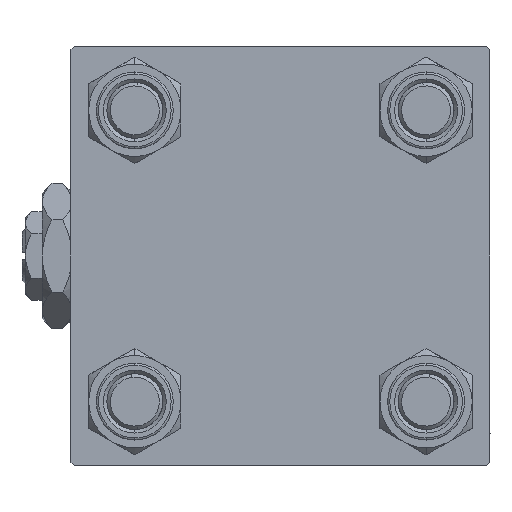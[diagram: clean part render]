
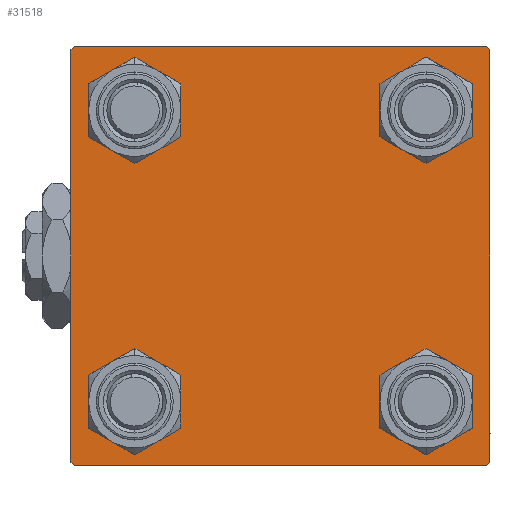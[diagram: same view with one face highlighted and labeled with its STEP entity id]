
A CAD part, left-side view. The second image highlights one B-rep face of the part: STEP entity #31518.
In plain terms, the highlighted planar face has unit normal (-1, 0, 0).
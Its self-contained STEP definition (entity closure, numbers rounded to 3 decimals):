
#575 = LINE ( 'NONE', #17159, #11273 ) ;
#725 = AXIS2_PLACEMENT_3D ( 'NONE', #3893, #888, #24572 ) ;
#888 = DIRECTION ( 'NONE',  ( 1., 0., 0. ) ) ;
#1269 = CARTESIAN_POINT ( 'NONE',  ( 0., 20.85, -25.35 ) ) ;
#2584 = CIRCLE ( 'NONE', #45039, 4.5 ) ;
#2590 = ORIENTED_EDGE ( 'NONE', *, *, #15354, .T. ) ;
#2763 = CARTESIAN_POINT ( 'NONE',  ( 0., 20.85, 16.35 ) ) ;
#2971 = VECTOR ( 'NONE', #50371, 1000. ) ;
#3893 = CARTESIAN_POINT ( 'NONE',  ( 0., 20.85, 20.85 ) ) ;
#4433 = DIRECTION ( 'NONE',  ( 0., 0., 1. ) ) ;
#4445 = VERTEX_POINT ( 'NONE', #48070 ) ;
#4471 = VERTEX_POINT ( 'NONE', #39879 ) ;
#5602 = EDGE_CURVE ( 'NONE', #14866, #24700, #10340, .T. ) ;
#5725 = ORIENTED_EDGE ( 'NONE', *, *, #43450, .F. ) ;
#5940 = ORIENTED_EDGE ( 'NONE', *, *, #49960, .T. ) ;
#6058 = DIRECTION ( 'NONE',  ( 0., 0., 1. ) ) ;
#7085 = CARTESIAN_POINT ( 'NONE',  ( 0., 30., 30. ) ) ;
#7134 = CARTESIAN_POINT ( 'NONE',  ( 0., -29.5, -30. ) ) ;
#7206 = CARTESIAN_POINT ( 'NONE',  ( 0., 20.85, 20.85 ) ) ;
#7256 = VERTEX_POINT ( 'NONE', #20713 ) ;
#7325 = ORIENTED_EDGE ( 'NONE', *, *, #41242, .T. ) ;
#7328 = EDGE_CURVE ( 'NONE', #41346, #23392, #575, .T. ) ;
#7815 = ORIENTED_EDGE ( 'NONE', *, *, #52923, .T. ) ;
#7941 = EDGE_CURVE ( 'NONE', #35361, #25363, #15707, .T. ) ;
#7988 = DIRECTION ( 'NONE',  ( 0., 0., 1. ) ) ;
#8323 = PLANE ( 'NONE',  #24779 ) ;
#8357 = CARTESIAN_POINT ( 'NONE',  ( 0., -20.85, -16.35 ) ) ;
#8525 = CARTESIAN_POINT ( 'NONE',  ( 0., 29.5, 30. ) ) ;
#9289 = AXIS2_PLACEMENT_3D ( 'NONE', #7206, #45572, #40397 ) ;
#9866 = DIRECTION ( 'NONE',  ( 0., 0., 1. ) ) ;
#10340 = CIRCLE ( 'NONE', #45098, 4.5 ) ;
#11273 = VECTOR ( 'NONE', #28874, 1000. ) ;
#12006 = CARTESIAN_POINT ( 'NONE',  ( 0., 29.5, -30. ) ) ;
#12021 = CIRCLE ( 'NONE', #725, 4.5 ) ;
#12131 = DIRECTION ( 'NONE',  ( 0., 0., 1. ) ) ;
#12368 = CIRCLE ( 'NONE', #49749, 4.5 ) ;
#12595 = ORIENTED_EDGE ( 'NONE', *, *, #41296, .T. ) ;
#12863 = DIRECTION ( 'NONE',  ( 1., 0., 0. ) ) ;
#12992 = CARTESIAN_POINT ( 'NONE',  ( 0., 20.85, -20.85 ) ) ;
#13394 = CARTESIAN_POINT ( 'NONE',  ( 0., -20.85, -20.85 ) ) ;
#13951 = ORIENTED_EDGE ( 'NONE', *, *, #17893, .T. ) ;
#14625 = VECTOR ( 'NONE', #32295, 1000. ) ;
#14866 = VERTEX_POINT ( 'NONE', #1269 ) ;
#15124 = DIRECTION ( 'NONE',  ( 0., 0., -1. ) ) ;
#15354 = EDGE_CURVE ( 'NONE', #29450, #47428, #38444, .T. ) ;
#15707 = LINE ( 'NONE', #45097, #14625 ) ;
#16098 = ORIENTED_EDGE ( 'NONE', *, *, #46401, .T. ) ;
#16395 = DIRECTION ( 'NONE',  ( 0., 0., 1. ) ) ;
#17159 = CARTESIAN_POINT ( 'NONE',  ( 0., 29.75, 29.75 ) ) ;
#17893 = EDGE_CURVE ( 'NONE', #7256, #31840, #35749, .T. ) ;
#18266 = ORIENTED_EDGE ( 'NONE', *, *, #23720, .T. ) ;
#19105 = CARTESIAN_POINT ( 'NONE',  ( 0., 20.85, -20.85 ) ) ;
#19467 = AXIS2_PLACEMENT_3D ( 'NONE', #19105, #39232, #6058 ) ;
#19612 = DIRECTION ( 'NONE',  ( 0., 0., -1. ) ) ;
#19809 = VERTEX_POINT ( 'NONE', #8357 ) ;
#20557 = ORIENTED_EDGE ( 'NONE', *, *, #5602, .T. ) ;
#20713 = CARTESIAN_POINT ( 'NONE',  ( 0., -30., 29.5 ) ) ;
#20839 = FACE_OUTER_BOUND ( 'NONE', #39539, .T. ) ;
#21055 = CARTESIAN_POINT ( 'NONE',  ( 0., 30., 30. ) ) ;
#21107 = FACE_BOUND ( 'NONE', #48455, .T. ) ;
#21185 = AXIS2_PLACEMENT_3D ( 'NONE', #49361, #33275, #7988 ) ;
#22972 = CARTESIAN_POINT ( 'NONE',  ( 0., -29.75, 29.75 ) ) ;
#23181 = CARTESIAN_POINT ( 'NONE',  ( 0., -30., -29.5 ) ) ;
#23392 = VERTEX_POINT ( 'NONE', #48415 ) ;
#23720 = EDGE_CURVE ( 'NONE', #47428, #29450, #48128, .T. ) ;
#24542 = CARTESIAN_POINT ( 'NONE',  ( 0., 30., -30. ) ) ;
#24572 = DIRECTION ( 'NONE',  ( 0., 0., 1. ) ) ;
#24700 = VERTEX_POINT ( 'NONE', #27735 ) ;
#24779 = AXIS2_PLACEMENT_3D ( 'NONE', #32791, #25452, #12131 ) ;
#25363 = VERTEX_POINT ( 'NONE', #23181 ) ;
#25452 = DIRECTION ( 'NONE',  ( -1., 0., 0. ) ) ;
#25662 = CARTESIAN_POINT ( 'NONE',  ( 0., -20.85, -20.85 ) ) ;
#25791 = CIRCLE ( 'NONE', #9289, 4.5 ) ;
#26048 = CARTESIAN_POINT ( 'NONE',  ( 0., 20.85, 25.35 ) ) ;
#27735 = CARTESIAN_POINT ( 'NONE',  ( 0., 20.85, -16.35 ) ) ;
#28067 = CARTESIAN_POINT ( 'NONE',  ( 0., -20.85, 16.35 ) ) ;
#28710 = VERTEX_POINT ( 'NONE', #12006 ) ;
#28874 = DIRECTION ( 'NONE',  ( 0., 0.707, -0.707 ) ) ;
#28999 = FACE_BOUND ( 'NONE', #36859, .T. ) ;
#29450 = VERTEX_POINT ( 'NONE', #42851 ) ;
#29701 = DIRECTION ( 'NONE',  ( 0., -1., 0. ) ) ;
#29847 = DIRECTION ( 'NONE',  ( 0., 0., 1. ) ) ;
#29933 = LINE ( 'NONE', #41908, #2971 ) ;
#30489 = VECTOR ( 'NONE', #48282, 1000. ) ;
#31518 = ADVANCED_FACE ( 'NONE', ( #49962, #45598, #28999, #21107, #20839 ), #8323, .T. ) ;
#31616 = CIRCLE ( 'NONE', #19467, 4.5 ) ;
#31840 = VERTEX_POINT ( 'NONE', #44994 ) ;
#31984 = CARTESIAN_POINT ( 'NONE',  ( 0., -30., 30. ) ) ;
#32012 = VERTEX_POINT ( 'NONE', #2763 ) ;
#32295 = DIRECTION ( 'NONE',  ( 0., -0.707, 0.707 ) ) ;
#32695 = LINE ( 'NONE', #24542, #46684 ) ;
#32791 = CARTESIAN_POINT ( 'NONE',  ( 0., 0., 0. ) ) ;
#33275 = DIRECTION ( 'NONE',  ( 1., 0., 0. ) ) ;
#33526 = CARTESIAN_POINT ( 'NONE',  ( 0., -20.85, 20.85 ) ) ;
#33818 = DIRECTION ( 'NONE',  ( 1., 0., 0. ) ) ;
#33822 = DIRECTION ( 'NONE',  ( 0., -1., 0. ) ) ;
#33916 = ORIENTED_EDGE ( 'NONE', *, *, #7328, .T. ) ;
#34186 = VECTOR ( 'NONE', #33822, 1000. ) ;
#34299 = ORIENTED_EDGE ( 'NONE', *, *, #48166, .F. ) ;
#34323 = ORIENTED_EDGE ( 'NONE', *, *, #7941, .T. ) ;
#34994 = AXIS2_PLACEMENT_3D ( 'NONE', #33526, #49338, #16395 ) ;
#35000 = EDGE_CURVE ( 'NONE', #43187, #32012, #25791, .T. ) ;
#35361 = VERTEX_POINT ( 'NONE', #7134 ) ;
#35749 = LINE ( 'NONE', #22972, #30489 ) ;
#35757 = EDGE_CURVE ( 'NONE', #28710, #35361, #32695, .T. ) ;
#35801 = LINE ( 'NONE', #31984, #40948 ) ;
#36859 = EDGE_LOOP ( 'NONE', ( #5940, #20557 ) ) ;
#38444 = CIRCLE ( 'NONE', #34994, 4.5 ) ;
#39232 = DIRECTION ( 'NONE',  ( 1., 0., 0. ) ) ;
#39539 = EDGE_LOOP ( 'NONE', ( #42633, #7815, #46249, #34323, #5725, #13951, #34299, #33916 ) ) ;
#39879 = CARTESIAN_POINT ( 'NONE',  ( 0., 30., -29.5 ) ) ;
#40397 = DIRECTION ( 'NONE',  ( 0., 0., 1. ) ) ;
#40948 = VECTOR ( 'NONE', #15124, 1000. ) ;
#41242 = EDGE_CURVE ( 'NONE', #4445, #19809, #2584, .T. ) ;
#41296 = EDGE_CURVE ( 'NONE', #32012, #43187, #12021, .T. ) ;
#41346 = VERTEX_POINT ( 'NONE', #8525 ) ;
#41908 = CARTESIAN_POINT ( 'NONE',  ( 0., 29.75, -29.75 ) ) ;
#42633 = ORIENTED_EDGE ( 'NONE', *, *, #42783, .T. ) ;
#42783 = EDGE_CURVE ( 'NONE', #23392, #4471, #44369, .T. ) ;
#42851 = CARTESIAN_POINT ( 'NONE',  ( 0., -20.85, 25.35 ) ) ;
#43187 = VERTEX_POINT ( 'NONE', #26048 ) ;
#43450 = EDGE_CURVE ( 'NONE', #7256, #25363, #35801, .T. ) ;
#44369 = LINE ( 'NONE', #7085, #46833 ) ;
#44769 = EDGE_LOOP ( 'NONE', ( #2590, #18266 ) ) ;
#44994 = CARTESIAN_POINT ( 'NONE',  ( 0., -29.5, 30. ) ) ;
#45039 = AXIS2_PLACEMENT_3D ( 'NONE', #13394, #12863, #4433 ) ;
#45097 = CARTESIAN_POINT ( 'NONE',  ( 0., -29.75, -29.75 ) ) ;
#45098 = AXIS2_PLACEMENT_3D ( 'NONE', #12992, #50015, #29847 ) ;
#45118 = EDGE_LOOP ( 'NONE', ( #16098, #7325 ) ) ;
#45572 = DIRECTION ( 'NONE',  ( 1., 0., 0. ) ) ;
#45598 = FACE_BOUND ( 'NONE', #45118, .T. ) ;
#46249 = ORIENTED_EDGE ( 'NONE', *, *, #35757, .T. ) ;
#46401 = EDGE_CURVE ( 'NONE', #19809, #4445, #12368, .T. ) ;
#46684 = VECTOR ( 'NONE', #29701, 1000. ) ;
#46833 = VECTOR ( 'NONE', #19612, 1000. ) ;
#47428 = VERTEX_POINT ( 'NONE', #28067 ) ;
#48070 = CARTESIAN_POINT ( 'NONE',  ( 0., -20.85, -25.35 ) ) ;
#48128 = CIRCLE ( 'NONE', #21185, 4.5 ) ;
#48166 = EDGE_CURVE ( 'NONE', #41346, #31840, #49362, .T. ) ;
#48282 = DIRECTION ( 'NONE',  ( 0., 0.707, 0.707 ) ) ;
#48415 = CARTESIAN_POINT ( 'NONE',  ( 0., 30., 29.5 ) ) ;
#48455 = EDGE_LOOP ( 'NONE', ( #48677, #12595 ) ) ;
#48677 = ORIENTED_EDGE ( 'NONE', *, *, #35000, .T. ) ;
#49338 = DIRECTION ( 'NONE',  ( 1., 0., 0. ) ) ;
#49361 = CARTESIAN_POINT ( 'NONE',  ( 0., -20.85, 20.85 ) ) ;
#49362 = LINE ( 'NONE', #21055, #34186 ) ;
#49749 = AXIS2_PLACEMENT_3D ( 'NONE', #25662, #33818, #9866 ) ;
#49960 = EDGE_CURVE ( 'NONE', #24700, #14866, #31616, .T. ) ;
#49962 = FACE_BOUND ( 'NONE', #44769, .T. ) ;
#50015 = DIRECTION ( 'NONE',  ( 1., 0., 0. ) ) ;
#50371 = DIRECTION ( 'NONE',  ( 0., -0.707, -0.707 ) ) ;
#52923 = EDGE_CURVE ( 'NONE', #4471, #28710, #29933, .T. ) ;
